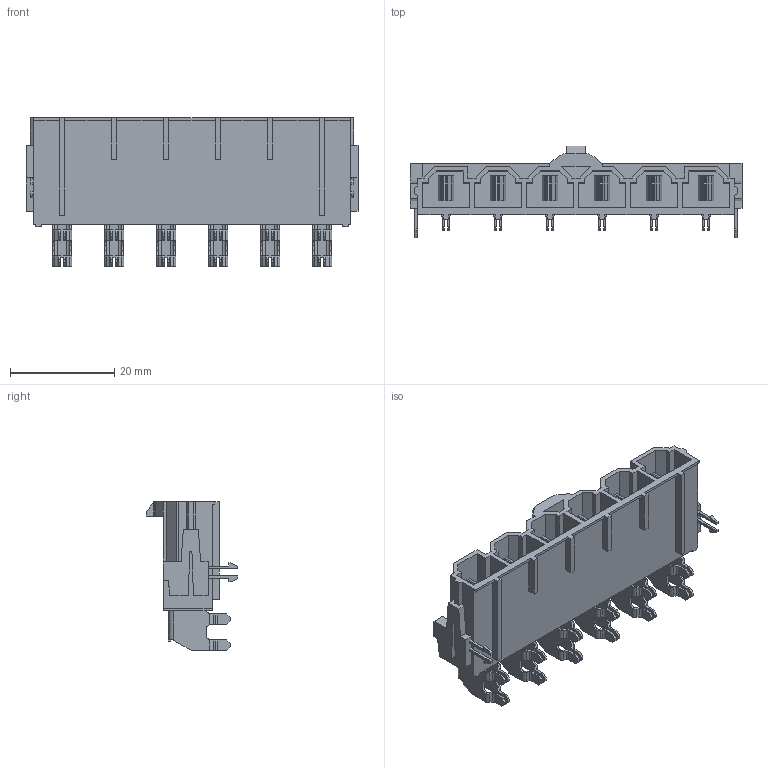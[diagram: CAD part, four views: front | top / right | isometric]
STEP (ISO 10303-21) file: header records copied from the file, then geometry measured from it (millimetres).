
FILE_DESCRIPTION((''),'2;1');
FILE_NAME('428206213','2018-05-24T',('akumar19'),(''),'PRO/ENGINEER BY PARAMETRIC TECHNOLOGY CORPORATION, 2012310','PRO/ENGINEER BY PARAMETRIC TECHNOLOGY CORPORATION, 2012310','');
FILE_SCHEMA(('CONFIG_CONTROL_DESIGN'));
Length unit declared in the file: millimetre
Products named in the file (1): 428206213
Bounding box: 63.82 x 17.65 x 28.6 mm (x, y, z)
Volume: 7889.7 mm3; surface area: 10075.8 mm2
Topology: 1 solids, 1 shells, 789 faces, 2319 edges, 1551 vertices
Faces by surface type: plane 631, cylinder 158
Entity records: 26422 total; most frequent: CARTESIAN_POINT 5232, ORIENTED_EDGE 4582, DIRECTION 4147, EDGE_CURVE 2291, VECTOR 1879, LINE 1879, VERTEX_POINT 1523, AXIS2_PLACEMENT_3D 1134
